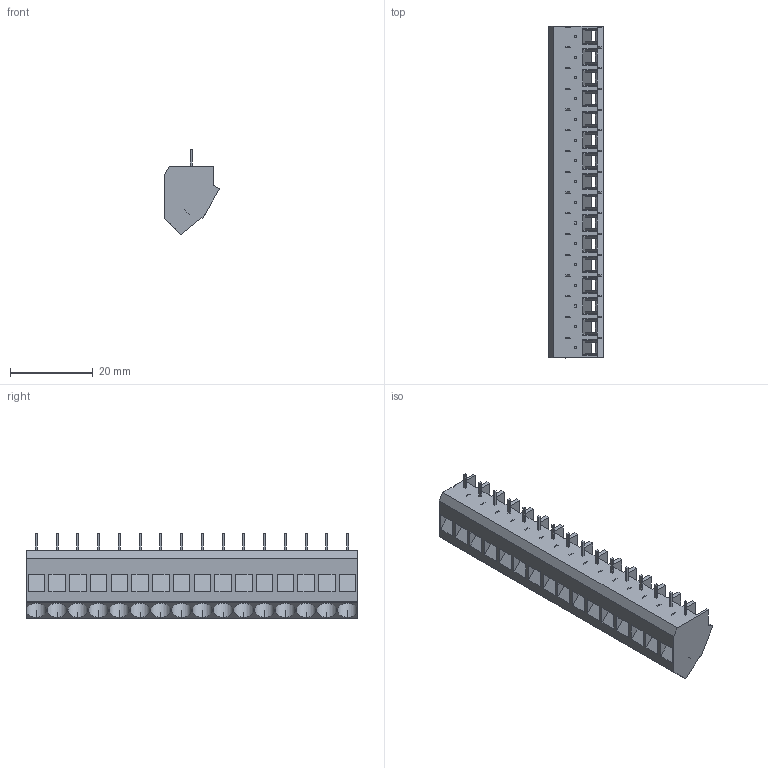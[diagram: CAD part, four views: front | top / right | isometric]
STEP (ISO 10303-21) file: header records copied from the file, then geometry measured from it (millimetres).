
FILE_DESCRIPTION((''),'2;1');
FILE_NAME('PRT0001','2020-11-30T15:41:39',('Administrator'),(''),'CREO PARAMETRIC BY PTC INC, 2020154','CREO PARAMETRIC BY PTC INC, 2020154','');
FILE_SCHEMA(('CONFIG_CONTROL_DESIGN','SHAPE_APPEARANCE_LAYERS_GROUPS'));
Length unit declared in the file: millimetre
Products named in the file (1): PRT0001
Bounding box: 13.3 x 80 x 20.46 mm (x, y, z)
Volume: 7737.4 mm3; surface area: 9483.3 mm2
Topology: 1 solids, 1 shells, 891 faces, 2209 edges, 1382 vertices
Faces by surface type: plane 857, cylinder 34
Entity records: 25711 total; most frequent: CARTESIAN_POINT 4482, ORIENTED_EDGE 4418, DIRECTION 4059, EDGE_CURVE 2209, VECTOR 2141, LINE 2141, VERTEX_POINT 1382, EDGE_LOOP 985
